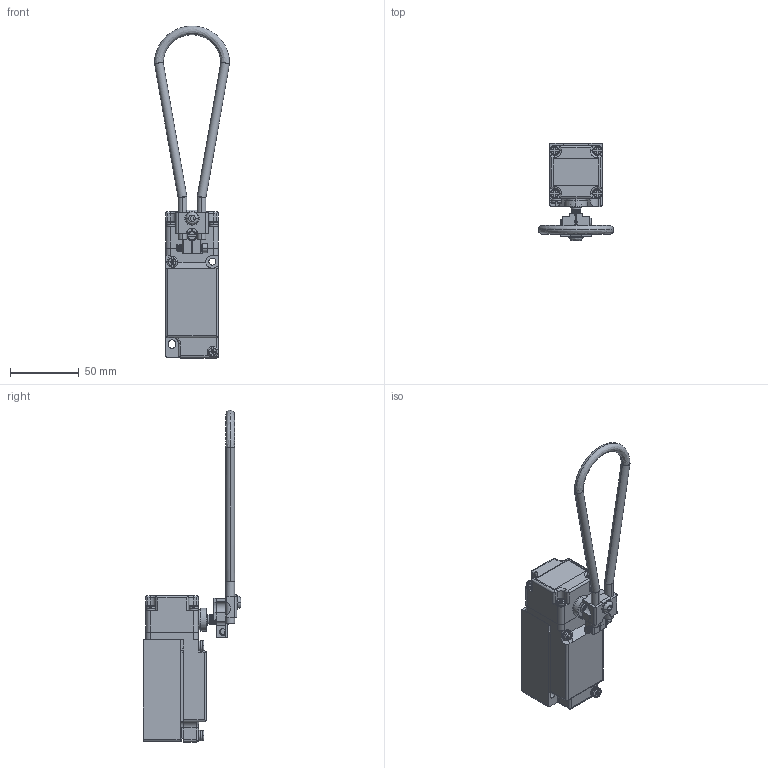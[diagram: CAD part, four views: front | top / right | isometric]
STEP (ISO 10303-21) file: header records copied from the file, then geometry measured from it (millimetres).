
FILE_DESCRIPTION (( 'STEP AP203' ), '1' );
FILE_NAME ('F25ASRL142.STEP', '2016-07-20T13:00:42', ( 'Sam' ), ( 'Spade' ), 'SwSTEP 2.0', 'SolidWorks 2002296', '' );
FILE_SCHEMA (( 'CONFIG_CONTROL_DESIGN' ));
Length unit declared in the file: inch
Products named in the file (19): F25ASRL142; Imported41; Imported40; Imported45; Imported44; Imported43; Imported42; Imported48; Imported47; Imported46; Imported51; Imported50; Imported49; Imported55; Imported54; Imported53; Imported52; Imported57; Imported56
Assembly tree (18 placements, depth 2):
  F25ASRL142
    Imported55
    Imported45
    Imported43
    Imported51
    Imported53
    Imported49
    Imported40
    Imported42
    Imported54
    Imported50
    Imported52
    Imported57
    Imported44
    Imported47
    Imported41
    Imported46
    Imported48
    Imported56
Bounding box: 54.61 x 70.89 x 241.1 mm (x, y, z)
Volume: 179900.4 mm3; surface area: 54152.2 mm2
Topology: 18 solids, 18 shells, 1086 faces, 2813 edges, 1787 vertices
Faces by surface type: plane 523, cone 278, cylinder 250, bspline 35
Entity records: 41893 total; most frequent: CARTESIAN_POINT 14122, ORIENTED_EDGE 5626, DIRECTION 5021, EDGE_CURVE 2813, VERTEX_POINT 1787, AXIS2_PLACEMENT_3D 1726, LINE 1569, VECTOR 1569
